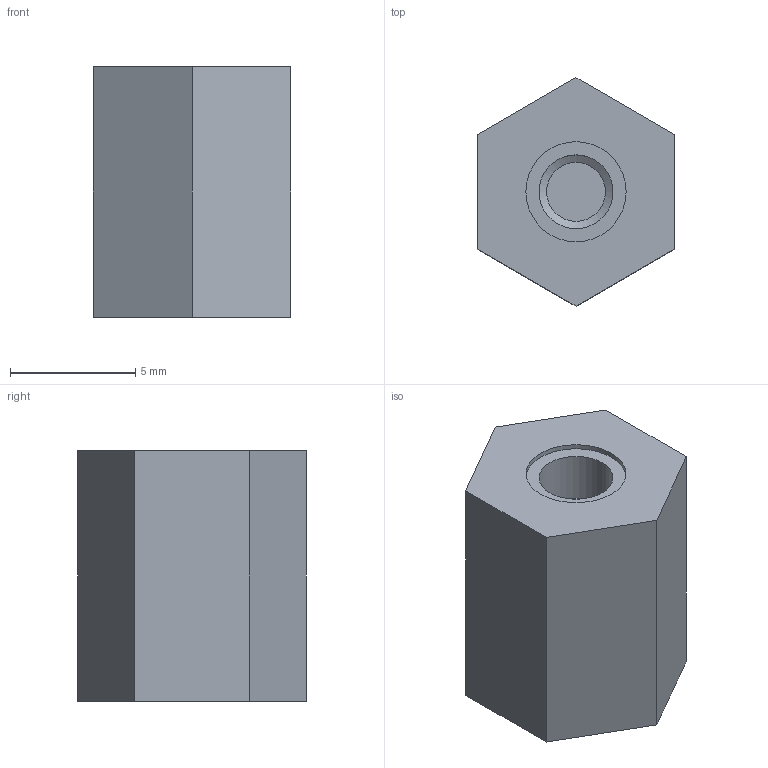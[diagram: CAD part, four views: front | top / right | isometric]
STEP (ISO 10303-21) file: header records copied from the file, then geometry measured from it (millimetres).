
FILE_DESCRIPTION(/* description */ (''),/* implementation_level */ '2;1');
FILE_NAME(/* name */ 'Pin Coupler.step',/* time_stamp */ '2026-01-17T01:08:40Z',/* author */ (''),/* organization */ (''),/* preprocessor_version */ 'ST-DEVELOPER v20.1',/* originating_system */ 'Autodesk Translation Framework v14.21.0.0',/* authorisation */ '');
FILE_SCHEMA (('AUTOMOTIVE_DESIGN { 1 0 10303 214 3 1 1 }'));
Length unit declared in the file: millimetre
Products named in the file (1): Pin Coupler
Bounding box: 7.9 x 9.12 x 10 mm (x, y, z)
Volume: 306 mm3; surface area: 557.5 mm2
Topology: 1 solids, 1 shells, 27 faces, 62 edges, 41 vertices
Faces by surface type: plane 18, cylinder 6, bspline 2, cone 1
Full cylindrical faces by diameter (mm): 2.95 x1, 4 x1
Entity records: 1238 total; most frequent: CARTESIAN_POINT 609, ORIENTED_EDGE 124, DIRECTION 111, EDGE_CURVE 62, LINE 41, VECTOR 41, VERTEX_POINT 41, AXIS2_PLACEMENT_3D 35
